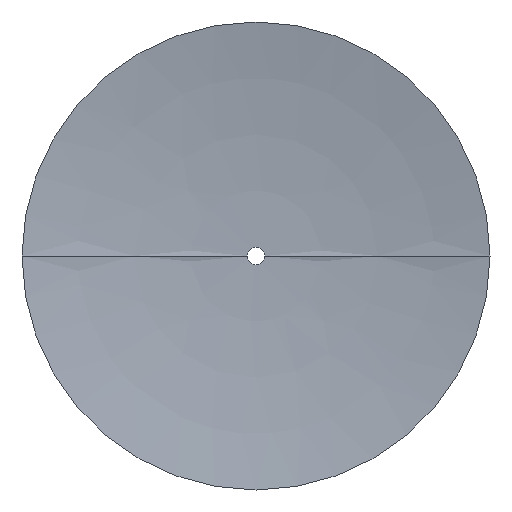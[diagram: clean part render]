
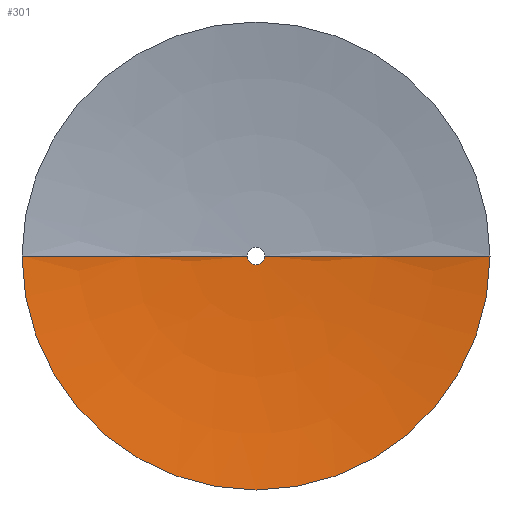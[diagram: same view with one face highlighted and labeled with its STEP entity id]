
A CAD part, front view. The second image highlights one B-rep face of the part: STEP entity #301.
In plain terms, the highlighted free-form (B-spline) face has degree [2, 3] with [3, 4] control points.
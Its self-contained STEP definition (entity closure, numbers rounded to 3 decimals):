
#15 = VERTEX_POINT ( 'NONE', #297 ) ;
#27 = DIRECTION ( 'NONE',  ( 0., 1., 0. ) ) ;
#29 = CARTESIAN_POINT ( 'NONE',  ( 45., 0., 0. ) ) ;
#31 = CIRCLE ( 'NONE', #38, 45. ) ;
#35 = CARTESIAN_POINT ( 'NONE',  ( 0., 3.835, 0. ) ) ;
#38 = AXIS2_PLACEMENT_3D ( 'NONE', #95, #27, #112 ) ;
#51 = ORIENTED_EDGE ( 'NONE', *, *, #285, .T. ) ;
#52 = VERTEX_POINT ( 'NONE', #261 ) ;
#57 = ORIENTED_EDGE ( 'NONE', *, *, #209, .T. ) ;
#62 = CARTESIAN_POINT ( 'NONE',  ( -1.65, 3.835, 0. ) ) ;
#63 =( BOUNDED_SURFACE ( )  B_SPLINE_SURFACE ( 2, 3, ( 
 ( #255, #172, #305, #62 ),
 ( #168, #166, #114, #280 ),
 ( #29, #282, #283, #145 ) ),
 .UNSPECIFIED., .F., .F., .F. ) 
 B_SPLINE_SURFACE_WITH_KNOTS ( ( 3, 3 ),
 ( 4, 4 ),
 ( 0.036, 1. ),
 ( 0., 1. ),
 .UNSPECIFIED. ) 
 GEOMETRIC_REPRESENTATION_ITEM ( )  RATIONAL_B_SPLINE_SURFACE ( (
 ( 1., 0.333, 0.333, 1.),
 ( 1., 0.333, 0.333, 1.),
 ( 1., 0.333, 0.333, 1.) ) ) 
 REPRESENTATION_ITEM ( '' )  SURFACE ( )  );
#66 = AXIS2_PLACEMENT_3D ( 'NONE', #35, #90, #147 ) ;
#75 = EDGE_LOOP ( 'NONE', ( #190, #51, #216, #135, #353, #57 ) ) ;
#81 = B_SPLINE_CURVE_WITH_KNOTS ( 'NONE', 2,
 ( #87, #354, #170 ),
 .UNSPECIFIED., .F., .F.,
 ( 3, 3 ),
 ( 0.036, 1. ),
 .UNSPECIFIED. ) ;
#84 = CIRCLE ( 'NONE', #66, 1.65 ) ;
#87 = CARTESIAN_POINT ( 'NONE',  ( -1.65, 3.835, 0. ) ) ;
#88 = DIRECTION ( 'NONE',  ( 0., 1., 0. ) ) ;
#90 = DIRECTION ( 'NONE',  ( 0., 1., 0. ) ) ;
#95 = CARTESIAN_POINT ( 'NONE',  ( 0., 0., 0. ) ) ;
#112 = DIRECTION ( 'NONE',  ( 0., 0., 1. ) ) ;
#114 = CARTESIAN_POINT ( 'NONE',  ( -23.476, 3.899, -46.953 ) ) ;
#116 = CARTESIAN_POINT ( 'NONE',  ( 1.65, 3.835, 0. ) ) ;
#135 = ORIENTED_EDGE ( 'NONE', *, *, #185, .F. ) ;
#140 = CARTESIAN_POINT ( 'NONE',  ( 0., 3.835, -1.65 ) ) ;
#145 = CARTESIAN_POINT ( 'NONE',  ( -45., 0., 0. ) ) ;
#147 = DIRECTION ( 'NONE',  ( 0., 0., 1. ) ) ;
#152 = DIRECTION ( 'NONE',  ( 0., 0., 1. ) ) ;
#166 = CARTESIAN_POINT ( 'NONE',  ( 23.476, 3.899, -46.953 ) ) ;
#168 = CARTESIAN_POINT ( 'NONE',  ( 23.476, 3.899, 0. ) ) ;
#170 = CARTESIAN_POINT ( 'NONE',  ( -45., 0., 0. ) ) ;
#172 = CARTESIAN_POINT ( 'NONE',  ( 1.65, 3.835, -3.3 ) ) ;
#177 = AXIS2_PLACEMENT_3D ( 'NONE', #225, #226, #152 ) ;
#185 = EDGE_CURVE ( 'NONE', #15, #52, #31, .T. ) ;
#190 = ORIENTED_EDGE ( 'NONE', *, *, #274, .T. ) ;
#193 = FACE_OUTER_BOUND ( 'NONE', #75, .T. ) ;
#209 = EDGE_CURVE ( 'NONE', #306, #218, #342, .T. ) ;
#216 = ORIENTED_EDGE ( 'NONE', *, *, #309, .F. ) ;
#218 = VERTEX_POINT ( 'NONE', #140 ) ;
#220 = CARTESIAN_POINT ( 'NONE',  ( 23.476, 3.899, 0. ) ) ;
#223 = CARTESIAN_POINT ( 'NONE',  ( -45., 0., 0. ) ) ;
#225 = CARTESIAN_POINT ( 'NONE',  ( 0., 0., 0. ) ) ;
#226 = DIRECTION ( 'NONE',  ( 0., 1., 0. ) ) ;
#233 = AXIS2_PLACEMENT_3D ( 'NONE', #284, #88, #257 ) ;
#245 = VERTEX_POINT ( 'NONE', #223 ) ;
#251 = CARTESIAN_POINT ( 'NONE',  ( 1.65, 3.835, 0. ) ) ;
#255 = CARTESIAN_POINT ( 'NONE',  ( 1.65, 3.835, 0. ) ) ;
#257 = DIRECTION ( 'NONE',  ( 0., 0., 1. ) ) ;
#261 = CARTESIAN_POINT ( 'NONE',  ( 0., 0., -45. ) ) ;
#268 = B_SPLINE_CURVE_WITH_KNOTS ( 'NONE', 2,
 ( #251, #220, #310 ),
 .UNSPECIFIED., .F., .F.,
 ( 3, 3 ),
 ( 0.036, 1. ),
 .UNSPECIFIED. ) ;
#274 = EDGE_CURVE ( 'NONE', #218, #281, #84, .T. ) ;
#280 = CARTESIAN_POINT ( 'NONE',  ( -23.476, 3.899, 0. ) ) ;
#281 = VERTEX_POINT ( 'NONE', #335 ) ;
#282 = CARTESIAN_POINT ( 'NONE',  ( 45., 0., -90. ) ) ;
#283 = CARTESIAN_POINT ( 'NONE',  ( -45., 0., -90. ) ) ;
#284 = CARTESIAN_POINT ( 'NONE',  ( 0., 3.835, 0. ) ) ;
#285 = EDGE_CURVE ( 'NONE', #281, #245, #81, .T. ) ;
#286 = EDGE_CURVE ( 'NONE', #306, #15, #268, .T. ) ;
#297 = CARTESIAN_POINT ( 'NONE',  ( 45., 0., 0. ) ) ;
#301 = ADVANCED_FACE ( 'NONE', ( #193 ), #63, .F. ) ;
#305 = CARTESIAN_POINT ( 'NONE',  ( -1.65, 3.835, -3.3 ) ) ;
#306 = VERTEX_POINT ( 'NONE', #116 ) ;
#309 = EDGE_CURVE ( 'NONE', #52, #245, #317, .T. ) ;
#310 = CARTESIAN_POINT ( 'NONE',  ( 45., 0., 0. ) ) ;
#317 = CIRCLE ( 'NONE', #177, 45. ) ;
#335 = CARTESIAN_POINT ( 'NONE',  ( -1.65, 3.835, 0. ) ) ;
#342 = CIRCLE ( 'NONE', #233, 1.65 ) ;
#353 = ORIENTED_EDGE ( 'NONE', *, *, #286, .F. ) ;
#354 = CARTESIAN_POINT ( 'NONE',  ( -23.476, 3.899, 0. ) ) ;
